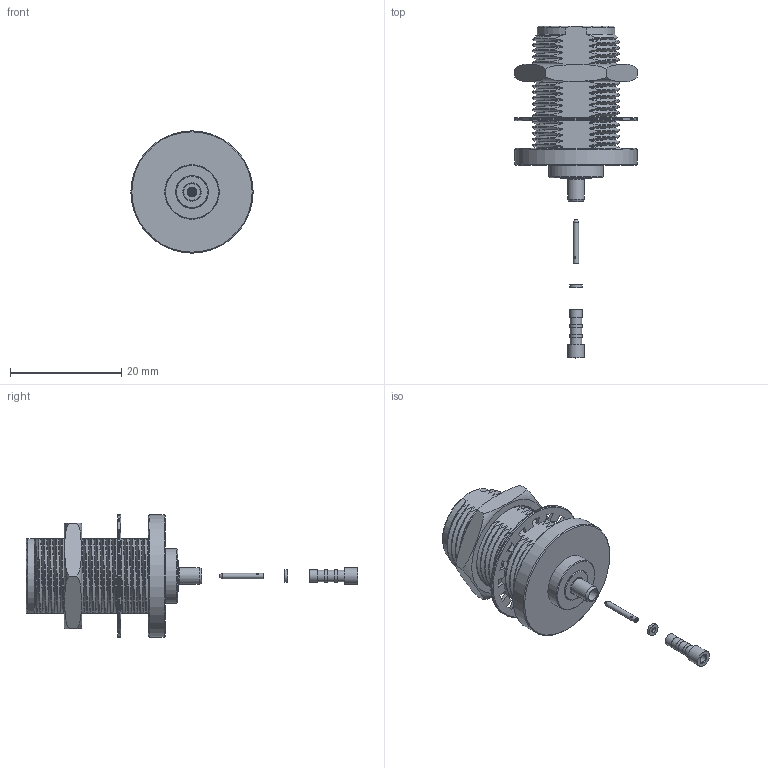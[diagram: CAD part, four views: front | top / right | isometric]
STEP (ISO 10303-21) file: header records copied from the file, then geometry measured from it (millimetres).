
FILE_DESCRIPTION(/* description */ ('Unknown'),/* implementation_level */ '2;1');
FILE_NAME(/* name */ '60425522512320',/* time_stamp */ '2022-03-09T16:53:39+01:00',/* author */ ('Unknown'),/* organization */ ('Unknown'),/* preprocessor_version */ 'ST-DEVELOPER v16.7',/* originating_system */ 'Solid Edge',/* authorisation */ 'Unknown');
FILE_SCHEMA (('AUTOMOTIVE_DESIGN {1 0 10303 214 3 1 1}'));
Products named in the file (11): 60425522512320; 60425522512320_Contact Pin; 60425522512320_Barrel; 60425522512320_Insulator; 60425522512320_Ferrule; 60425522512320_Body; 60425522512320_Gasket; 60425522512320_Washer; 60425522512320_Nut; 60425522512320_Insulator2; 60425522512320_Contact Pin2
Assembly tree (10 placements, depth 2):
  60425522512320
    60425522512320_Contact Pin
    60425522512320_Barrel
    60425522512320_Insulator
    60425522512320_Ferrule
    60425522512320_Body
    60425522512320_Gasket
    60425522512320_Washer
    60425522512320_Nut
    60425522512320_Insulator2
    60425522512320_Contact Pin2
Bounding box: 22 x 59.68 x 22 mm (x, y, z)
Volume: 4534.3 mm3; surface area: 5949.7 mm2
Topology: 10 solids, 10 shells, 2417 faces, 5098 edges, 2722 vertices
Faces by surface type: bspline 1655, cylinder 571, plane 140, cone 45, torus 6
Full cylindrical faces by diameter (mm): 0.35 x1, 0.4 x1, 0.95 x2, 0.97 x1, 1 x1, 1.25 x1, 1.35 x1, 1.45 x1, 1.5 x1, 1.75 x1, 2.1 x3, 2.12 x2, 2.15 x1, 2.17 x3, 2.2 x1, 2.25 x1, 2.3 x1, 2.5 x1, 3 x2, 3.04 x1, 3.15 x1, 3.3 x1, 5 x1, 5.1 x1, 5.7 x1, 5.85 x1, 5.9 x1, 7 x3, 7.3 x1, 8.6 x1
Entity records: 206570 total; most frequent: CARTESIAN_POINT 173188, ORIENTED_EDGE 9966, EDGE_CURVE 4983, VERTEX_POINT 2689, B_SPLINE_CURVE_WITH_KNOTS 2565, FACE_BOUND 2536, EDGE_LOOP 2533, DIRECTION 2511
